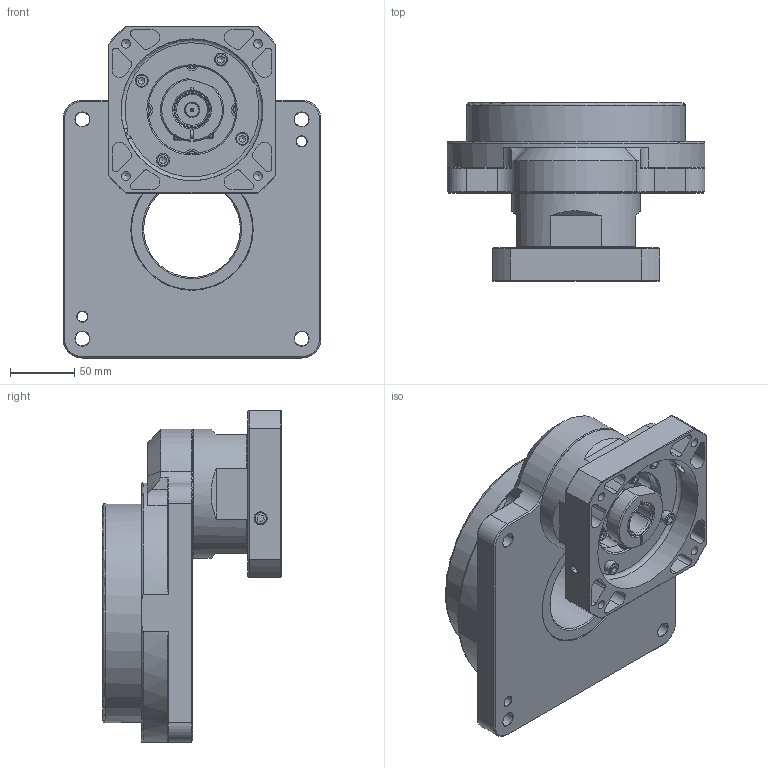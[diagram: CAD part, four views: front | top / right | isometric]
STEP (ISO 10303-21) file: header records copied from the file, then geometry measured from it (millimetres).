
FILE_DESCRIPTION((''),'2;1');
FILE_NAME('KGT-200B-1 (S24).stp','2015-09-18T14:13:50',('young'),(''),'Autodesk Inventor 2012','Autodesk Inventor 2012','');
FILE_SCHEMA(('CONFIG_CONTROL_DESIGN'));
Length unit declared in the file: millimetre
Products named in the file (1): KGT-200B-1 (S24)
Bounding box: 200 x 138.5 x 257.5 mm (x, y, z)
Volume: 1358379.2 mm3; surface area: 397767.7 mm2
Topology: 22 solids, 22 shells, 610 faces, 1465 edges, 930 vertices
Faces by surface type: plane 266, cylinder 180, cone 136, torus 26, bspline 2
Full cylindrical faces by diameter (mm): 1.5 x1, 2.459 x4, 5 x15, 5.5 x4, 6 x5, 6.5 x1, 6.8 x8, 8 x4, 8.433 x2, 8.5 x4, 9.5 x2, 10 x5, 11 x10, 24.2 x1, 28.5 x1, 29.8 x1, 30 x1, 36 x1, 41 x1, 42 x1, 45 x2, 68 x1, 75 x1, 78 x1, 80.466 x1, 85 x1, 85.001 x1, 93 x1, 94 x2, 100 x1
Entity records: 16951 total; most frequent: CARTESIAN_POINT 3696, DIRECTION 2838, ORIENTED_EDGE 2364, EDGE_CURVE 1182, AXIS2_PLACEMENT_3D 1166, EDGE_LOOP 904, VERTEX_POINT 854, FACE_OUTER_BOUND 610
